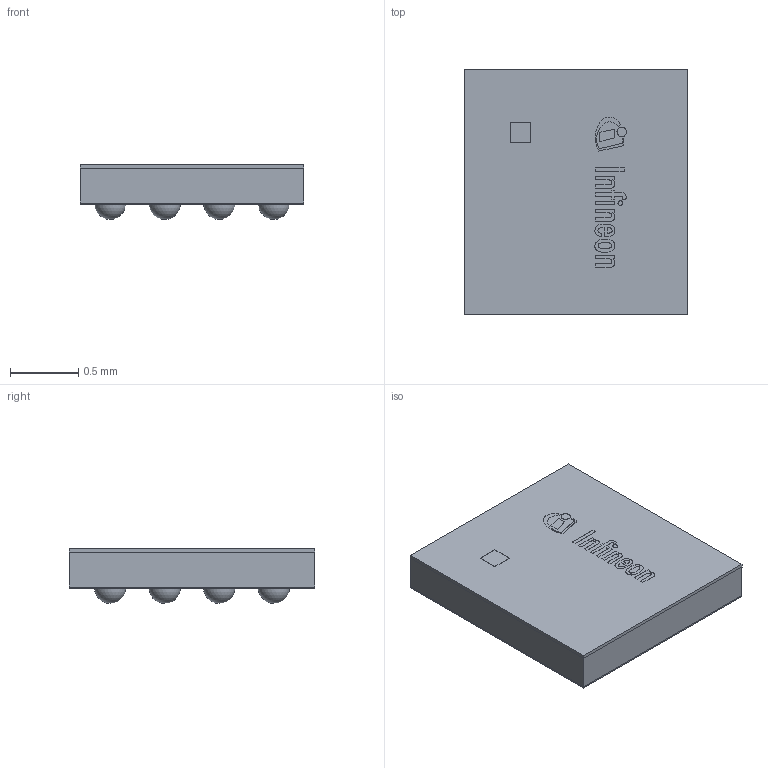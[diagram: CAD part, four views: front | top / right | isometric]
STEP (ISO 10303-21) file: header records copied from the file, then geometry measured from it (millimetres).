
FILE_DESCRIPTION(/* description */ (''),/* implementation_level */ '2;1');
FILE_NAME(/* name */ 'SG-XFWLB-16-5_Z8B00256752_V05_3D.stp',/* time_stamp */ '2025-10-08T20:23:02+05:30',/* author */ ('sivamani'),/* organization */ (''),/* preprocessor_version */ 'ST-DEVELOPER v19.2',/* originating_system */ 'AutoCAD Mechanical',/* authorisation */ '');
FILE_SCHEMA (('AUTOMOTIVE_DESIGN { 1 0 10303 214 3 1 1 }'));
Length unit declared in the file: millimetre
Products named in the file (1): Product
Bounding box: 1.64 x 1.8 x 0.4 mm (x, y, z)
Volume: 0.9 mm3; surface area: 21.9 mm2
Topology: 33 solids, 33 shells, 184 faces, 399 edges, 266 vertices
Faces by surface type: plane 146, bspline 20, sphere 16, cylinder 2
Full cylindrical faces by diameter (mm): 0.035 x1, 0.07 x1
Entity records: 5127 total; most frequent: CARTESIAN_POINT 1550, ORIENTED_EDGE 766, DIRECTION 613, EDGE_CURVE 383, VERTEX_POINT 266, LINE 211, VECTOR 211, AXIS2_PLACEMENT_3D 201
